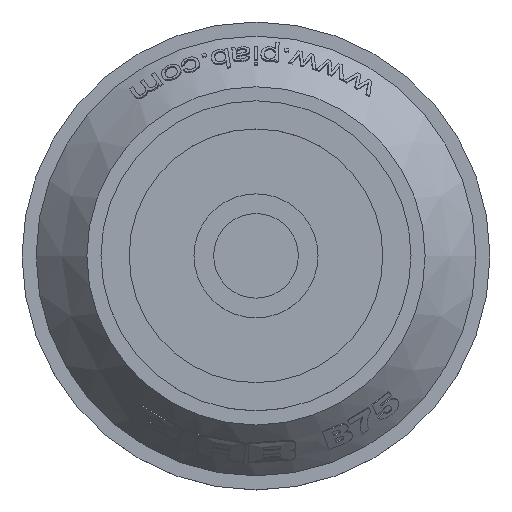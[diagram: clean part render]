
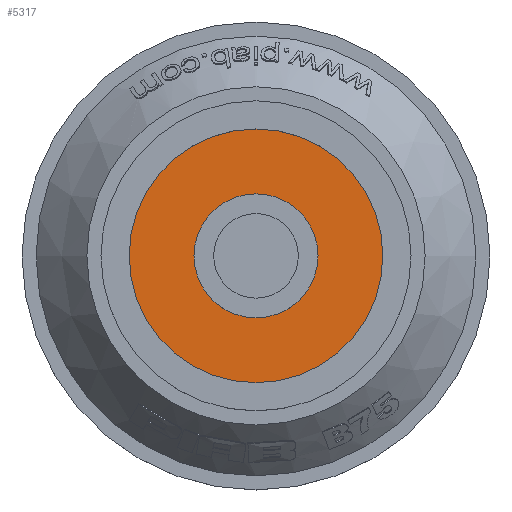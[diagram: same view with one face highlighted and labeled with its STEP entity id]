
A CAD part, top view. The second image highlights one B-rep face of the part: STEP entity #5317.
In plain terms, the highlighted planar face has unit normal (0, 0, 1).
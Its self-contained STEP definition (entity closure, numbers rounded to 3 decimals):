
#416=PLANE('',#5682);
#433=CIRCLE('',#5683,10.);
#434=CIRCLE('',#5684,25.);
#737=ORIENTED_EDGE('',*,*,#2465,.T.);
#738=ORIENTED_EDGE('',*,*,#2466,.F.);
#2465=EDGE_CURVE('',#3329,#3329,#433,.T.);
#2466=EDGE_CURVE('',#3330,#3330,#434,.T.);
#3329=VERTEX_POINT('',#7302);
#3330=VERTEX_POINT('',#7304);
#4516=EDGE_LOOP('',(#737));
#4517=EDGE_LOOP('',(#738));
#4910=FACE_BOUND('',#4516,.T.);
#4911=FACE_BOUND('',#4517,.T.);
#5317=ADVANCED_FACE('',(#4910,#4911),#416,.T.);
#5682=AXIS2_PLACEMENT_3D('',#7300,#5849,#5850);
#5683=AXIS2_PLACEMENT_3D('',#7301,#5851,#5852);
#5684=AXIS2_PLACEMENT_3D('',#7303,#5853,#5854);
#5849=DIRECTION('',(0.,0.,1.));
#5850=DIRECTION('',(1.,0.,0.));
#5851=DIRECTION('',(0.,0.,-1.));
#5852=DIRECTION('',(-1.,0.,0.));
#5853=DIRECTION('',(0.,0.,-1.));
#5854=DIRECTION('',(-1.,0.,0.));
#7300=CARTESIAN_POINT('',(0.,25.,-5.));
#7301=CARTESIAN_POINT('',(0.,0.,-5.));
#7302=CARTESIAN_POINT('',(-10.,0.,-5.));
#7303=CARTESIAN_POINT('',(0.,0.,-5.));
#7304=CARTESIAN_POINT('',(-25.,0.,-5.));
